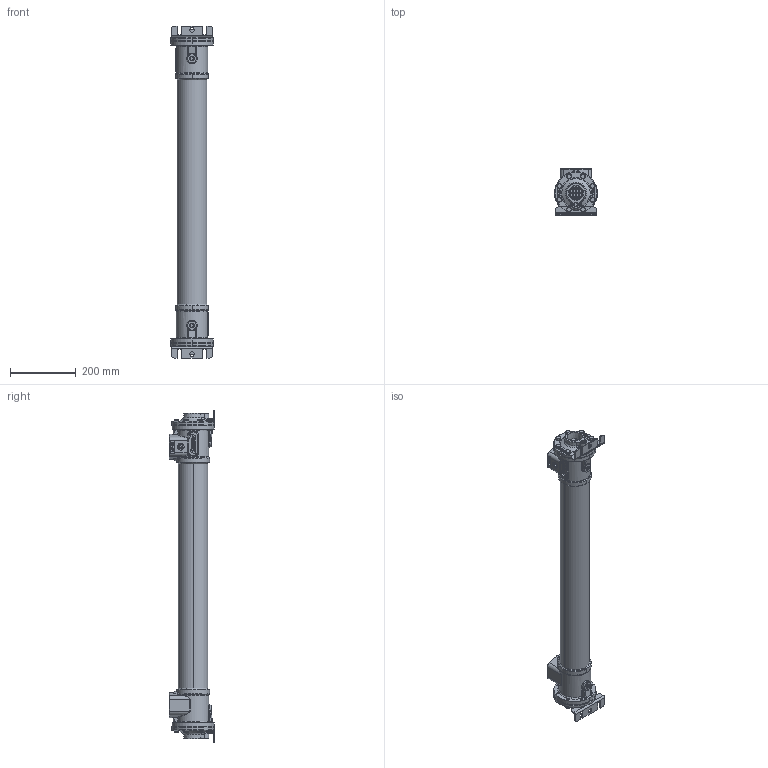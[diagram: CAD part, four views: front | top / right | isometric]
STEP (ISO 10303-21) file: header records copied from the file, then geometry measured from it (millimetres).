
FILE_DESCRIPTION((''),'2;1');
FILE_NAME('84527108960_ASM','2013-06-21T',('ppetruska'),(''),'PRO/ENGINEER BY PARAMETRIC TECHNOLOGY CORPORATION, 2012480','PRO/ENGINEER BY PARAMETRIC TECHNOLOGY CORPORATION, 2012480','');
FILE_SCHEMA(('CONFIG_CONTROL_DESIGN'));
Length unit declared in the file: millimetre
Products named in the file (14): 84527108782_AF1; 84527108785_AF0_ASM; 84527108772_ASM; 84527102996; SIZE_80_WR; 84527103011; 84527108801; 84527108861_AF0; 84527103048_ASM; 84527108795; 84527108794; 84527103004; 68514457302; 84527108960_ASM
Assembly tree (52 placements, depth 4):
  84527108960_ASM
    84527108772_ASM  x2
      84527108785_AF0_ASM
        84527108782_AF1
    84527102996
    SIZE_80_WR  x2
    84527103011  x6
    84527108801  x2
    84527103048_ASM  x2
      84527108861_AF0
    84527108795  x2
    84527108794  x16
    84527103004  x4
    68514457302  x12
Bounding box: 130 x 139 x 1012 mm (x, y, z)
Volume: 1930951.2 mm3; surface area: 776898.5 mm2
Topology: 49 solids, 49 shells, 2932 faces, 7440 edges, 4694 vertices
Faces by surface type: plane 1620, cylinder 598, cone 462, bspline 140, torus 54, sphere 30, extrusion 28
Entity records: 43450 total; most frequent: CARTESIAN_POINT 11969, ORIENTED_EDGE 6516, DIRECTION 6349, EDGE_CURVE 3258, VECTOR 2199, LINE 2185, AXIS2_PLACEMENT_3D 2075, VERTEX_POINT 2071
